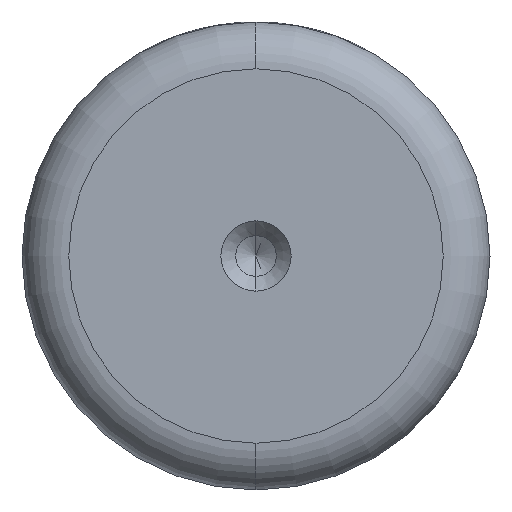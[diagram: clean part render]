
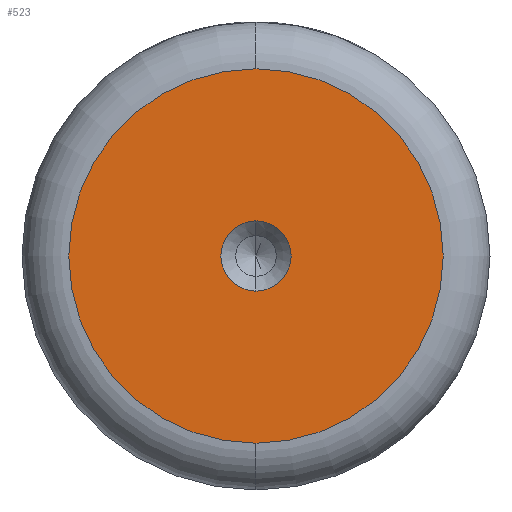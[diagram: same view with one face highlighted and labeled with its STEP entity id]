
A CAD part, left-side view. The second image highlights one B-rep face of the part: STEP entity #523.
In plain terms, the highlighted planar face has unit normal (-1, 0, 0).
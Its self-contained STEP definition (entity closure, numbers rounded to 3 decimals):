
#20 = EDGE_CURVE ( 'NONE', #759, #773, #186, .T. ) ;
#75 = AXIS2_PLACEMENT_3D ( 'NONE', #1091, #461, #1201 ) ;
#152 = CARTESIAN_POINT ( 'NONE',  ( 0., 0., 0. ) ) ;
#186 = CIRCLE ( 'NONE', #314, 2.25 ) ;
#257 = ORIENTED_EDGE ( 'NONE', *, *, #20, .F. ) ;
#260 = ORIENTED_EDGE ( 'NONE', *, *, #1400, .T. ) ;
#297 = VERTEX_POINT ( 'NONE', #886 ) ;
#302 = CIRCLE ( 'NONE', #1343, 12. ) ;
#314 = AXIS2_PLACEMENT_3D ( 'NONE', #637, #1380, #733 ) ;
#351 = DIRECTION ( 'NONE',  ( -1., 0., 0. ) ) ;
#461 = DIRECTION ( 'NONE',  ( -1., 0., 0. ) ) ;
#463 = DIRECTION ( 'NONE',  ( -1., 0., 0. ) ) ;
#494 = VERTEX_POINT ( 'NONE', #606 ) ;
#506 = FACE_BOUND ( 'NONE', #1203, .T. ) ;
#523 = ADVANCED_FACE ( 'NONE', ( #506, #782 ), #1022, .T. ) ;
#606 = CARTESIAN_POINT ( 'NONE',  ( 0., 0., 12. ) ) ;
#620 = CARTESIAN_POINT ( 'NONE',  ( 0., 0., 2.25 ) ) ;
#637 = CARTESIAN_POINT ( 'NONE',  ( 0., 0., 0. ) ) ;
#644 = CIRCLE ( 'NONE', #1209, 2.25 ) ;
#733 = DIRECTION ( 'NONE',  ( 0., 0., 1. ) ) ;
#759 = VERTEX_POINT ( 'NONE', #1255 ) ;
#773 = VERTEX_POINT ( 'NONE', #620 ) ;
#782 = FACE_OUTER_BOUND ( 'NONE', #1140, .T. ) ;
#799 = AXIS2_PLACEMENT_3D ( 'NONE', #152, #1342, #1136 ) ;
#831 = CIRCLE ( 'NONE', #75, 12. ) ;
#886 = CARTESIAN_POINT ( 'NONE',  ( 0., 0., -12. ) ) ;
#894 = ORIENTED_EDGE ( 'NONE', *, *, #999, .F. ) ;
#973 = CARTESIAN_POINT ( 'NONE',  ( 0., 0., 0. ) ) ;
#999 = EDGE_CURVE ( 'NONE', #773, #759, #644, .T. ) ;
#1022 = PLANE ( 'NONE',  #799 ) ;
#1067 = ORIENTED_EDGE ( 'NONE', *, *, #1360, .T. ) ;
#1087 = DIRECTION ( 'NONE',  ( 0., 0., 1. ) ) ;
#1091 = CARTESIAN_POINT ( 'NONE',  ( 0., 0., 0. ) ) ;
#1092 = CARTESIAN_POINT ( 'NONE',  ( 0., 0., 0. ) ) ;
#1136 = DIRECTION ( 'NONE',  ( 0., 0., 1. ) ) ;
#1140 = EDGE_LOOP ( 'NONE', ( #260, #1067 ) ) ;
#1201 = DIRECTION ( 'NONE',  ( 0., 0., 1. ) ) ;
#1202 = DIRECTION ( 'NONE',  ( 0., 0., 1. ) ) ;
#1203 = EDGE_LOOP ( 'NONE', ( #894, #257 ) ) ;
#1209 = AXIS2_PLACEMENT_3D ( 'NONE', #1092, #463, #1202 ) ;
#1255 = CARTESIAN_POINT ( 'NONE',  ( 0., 0., -2.25 ) ) ;
#1342 = DIRECTION ( 'NONE',  ( -1., 0., 0. ) ) ;
#1343 = AXIS2_PLACEMENT_3D ( 'NONE', #973, #351, #1087 ) ;
#1360 = EDGE_CURVE ( 'NONE', #297, #494, #302, .T. ) ;
#1380 = DIRECTION ( 'NONE',  ( -1., 0., 0. ) ) ;
#1400 = EDGE_CURVE ( 'NONE', #494, #297, #831, .T. ) ;
